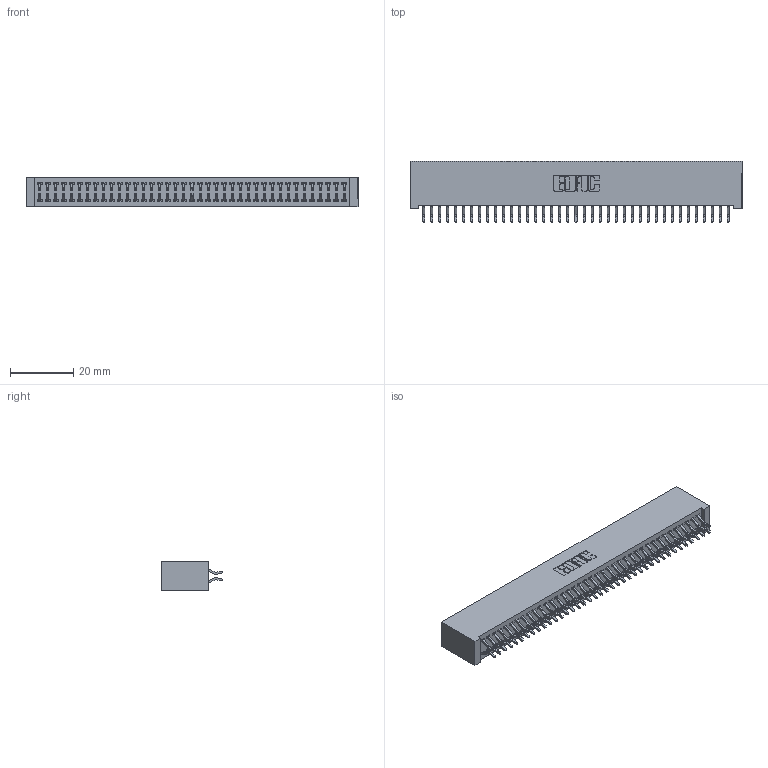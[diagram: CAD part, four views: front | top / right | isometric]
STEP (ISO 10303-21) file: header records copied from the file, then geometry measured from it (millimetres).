
FILE_DESCRIPTION (( 'STEP AP203' ), '1' );
FILE_NAME ('392-078-556-201.STEP', '2018-08-18T02:24:30', ( '' ), ( '' ), 'SwSTEP 2.0', 'SolidWorks 2016', '' );
FILE_SCHEMA (( 'CONFIG_CONTROL_DESIGN' ));
Length unit declared in the file: inch
Products named in the file (3): 342 Part_Lugless; 345-292-001_556 Tail; 392-078-556-201
Assembly tree (79 placements, depth 2):
  392-078-556-201
    342 Part_Lugless
    345-292-001_556 Tail  x78
Bounding box: 105.31 x 19.58 x 9.4 mm (x, y, z)
Volume: 9885.3 mm3; surface area: 16387.4 mm2
Topology: 79 solids, 79 shells, 4626 faces, 13769 edges, 9074 vertices
Faces by surface type: plane 3182, cylinder 1444
Entity records: 25289 total; most frequent: CARTESIAN_POINT 4206, ORIENTED_EDGE 4130, DIRECTION 3581, EDGE_CURVE 2065, LINE 1937, VECTOR 1937, VERTEX_POINT 1374, AXIS2_PLACEMENT_3D 822
